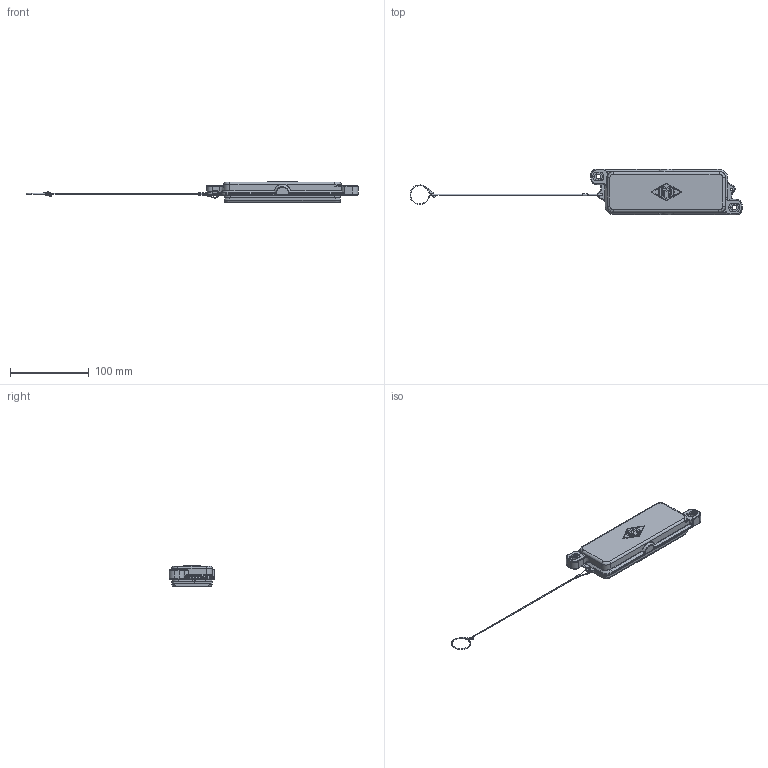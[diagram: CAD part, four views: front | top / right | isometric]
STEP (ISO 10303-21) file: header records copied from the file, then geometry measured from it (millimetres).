
FILE_DESCRIPTION(('Creo Elements/Direct Modeling STEP Export'),'2;1');
FILE_NAME('0ln7uvk5opo6egb7068','2023-01-19T16:25:52',(''),(''),'Creo Elements/Direct Modeling STEP processor for AP214 (Solid Model)','Creo Elements/Direct Modeling 20.1B 02-Apr-2019 (C) Parametric Technology GmbH','');
FILE_SCHEMA(('AUTOMOTIVE_DESIGN { 1 0 10303 214 1 1 1 1 }'));
Length unit declared in the file: millimetre
Products named in the file (2): CGC 24 G
Assembly tree (1 placements, depth 2):
  CGC 24 G
    CGC 24 G
Bounding box: 422.52 x 58 x 25.6 mm (x, y, z)
Volume: 66453.8 mm3; surface area: 39452.8 mm2
Topology: 1 solids, 1 shells, 459 faces, 1139 edges, 690 vertices
Faces by surface type: cylinder 158, plane 150, bspline 78, torus 40, cone 33
Entity records: 31175 total; most frequent: CARTESIAN_POINT 17701, ORIENTED_EDGE 2262, DIRECTION 1727, EDGE_CURVE 1131, VERTEX_POINT 690, AXIS2_PLACEMENT_3D 625, EDGE_LOOP 487, VECTOR 477
